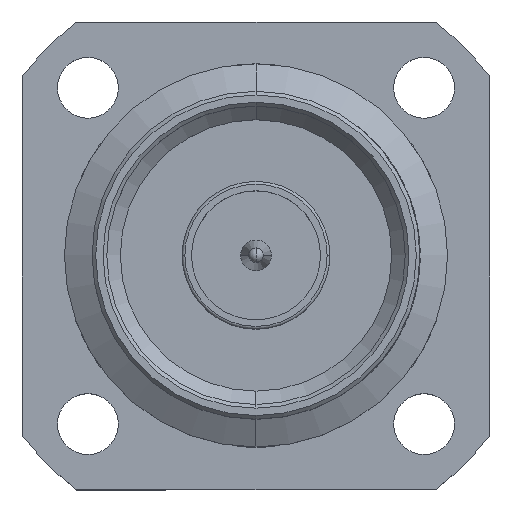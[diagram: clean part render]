
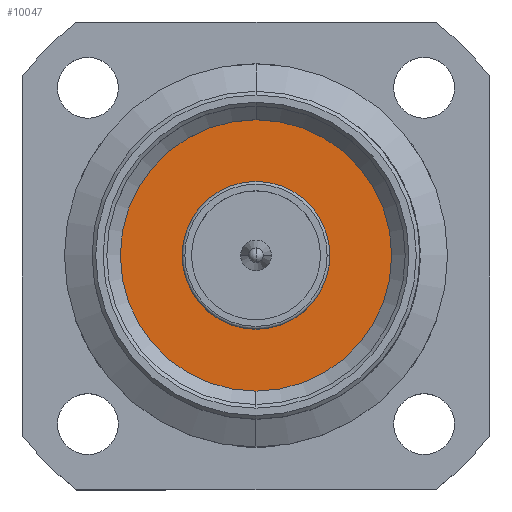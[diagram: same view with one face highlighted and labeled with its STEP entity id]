
A CAD part, top view. The second image highlights one B-rep face of the part: STEP entity #10047.
In plain terms, the highlighted planar face has unit normal (0, 0, 1).
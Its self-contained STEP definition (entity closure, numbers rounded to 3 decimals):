
#786 = EDGE_LOOP ( 'NONE', ( #14444, #15505 ) ) ;
#1345 = VERTEX_POINT ( 'NONE', #15565 ) ;
#1658 = AXIS2_PLACEMENT_3D ( 'NONE', #17297, #8352, #18824 ) ;
#2576 = AXIS2_PLACEMENT_3D ( 'NONE', #14376, #5415, #15898 ) ;
#3167 = CIRCLE ( 'NONE', #12413, 4.01 ) ;
#3520 = VERTEX_POINT ( 'NONE', #16908 ) ;
#4509 = FACE_OUTER_BOUND ( 'NONE', #8422, .T. ) ;
#4928 = CARTESIAN_POINT ( 'NONE',  ( 0., 0., -4.799 ) ) ;
#5415 = DIRECTION ( 'NONE',  ( 0., 0., -1. ) ) ;
#5778 = VERTEX_POINT ( 'NONE', #13389 ) ;
#5784 = DIRECTION ( 'NONE',  ( 0., 0., 1. ) ) ;
#6421 = DIRECTION ( 'NONE',  ( -1., 0., 0. ) ) ;
#7511 = DIRECTION ( 'NONE',  ( 0., 0., -1. ) ) ;
#8352 = DIRECTION ( 'NONE',  ( 0., 0., 1. ) ) ;
#8422 = EDGE_LOOP ( 'NONE', ( #10457, #19221 ) ) ;
#9881 = CIRCLE ( 'NONE', #1658, 7.366 ) ;
#9896 = EDGE_CURVE ( 'NONE', #5778, #3520, #9881, .T. ) ;
#10047 = ADVANCED_FACE ( 'NONE', ( #11981, #4509 ), #17842, .F. ) ;
#10413 = CIRCLE ( 'NONE', #17829, 7.366 ) ;
#10457 = ORIENTED_EDGE ( 'NONE', *, *, #9896, .T. ) ;
#11657 = AXIS2_PLACEMENT_3D ( 'NONE', #14933, #7511, #17956 ) ;
#11981 = FACE_BOUND ( 'NONE', #786, .T. ) ;
#12312 = VERTEX_POINT ( 'NONE', #13709 ) ;
#12413 = AXIS2_PLACEMENT_3D ( 'NONE', #4928, #15370, #6421 ) ;
#12505 = EDGE_CURVE ( 'NONE', #3520, #5778, #10413, .T. ) ;
#12680 = EDGE_CURVE ( 'NONE', #1345, #12312, #3167, .T. ) ;
#12927 = CIRCLE ( 'NONE', #2576, 4.01 ) ;
#13389 = CARTESIAN_POINT ( 'NONE',  ( 0., -7.366, -4.799 ) ) ;
#13709 = CARTESIAN_POINT ( 'NONE',  ( -4.01, 0., -4.799 ) ) ;
#14376 = CARTESIAN_POINT ( 'NONE',  ( 0., 0., -4.799 ) ) ;
#14444 = ORIENTED_EDGE ( 'NONE', *, *, #12680, .T. ) ;
#14730 = CARTESIAN_POINT ( 'NONE',  ( 0., 0., -4.799 ) ) ;
#14933 = CARTESIAN_POINT ( 'NONE',  ( 0., 0., -4.799 ) ) ;
#15370 = DIRECTION ( 'NONE',  ( 0., 0., -1. ) ) ;
#15505 = ORIENTED_EDGE ( 'NONE', *, *, #16936, .T. ) ;
#15565 = CARTESIAN_POINT ( 'NONE',  ( 4.01, 0., -4.799 ) ) ;
#15898 = DIRECTION ( 'NONE',  ( -1., 0., 0. ) ) ;
#16281 = DIRECTION ( 'NONE',  ( -1., 0., 0. ) ) ;
#16908 = CARTESIAN_POINT ( 'NONE',  ( 0., 7.366, -4.799 ) ) ;
#16936 = EDGE_CURVE ( 'NONE', #12312, #1345, #12927, .T. ) ;
#17297 = CARTESIAN_POINT ( 'NONE',  ( 0., 0., -4.799 ) ) ;
#17829 = AXIS2_PLACEMENT_3D ( 'NONE', #14730, #5784, #16281 ) ;
#17842 = PLANE ( 'NONE',  #11657 ) ;
#17956 = DIRECTION ( 'NONE',  ( -1., 0., 0. ) ) ;
#18824 = DIRECTION ( 'NONE',  ( -1., 0., 0. ) ) ;
#19221 = ORIENTED_EDGE ( 'NONE', *, *, #12505, .T. ) ;
